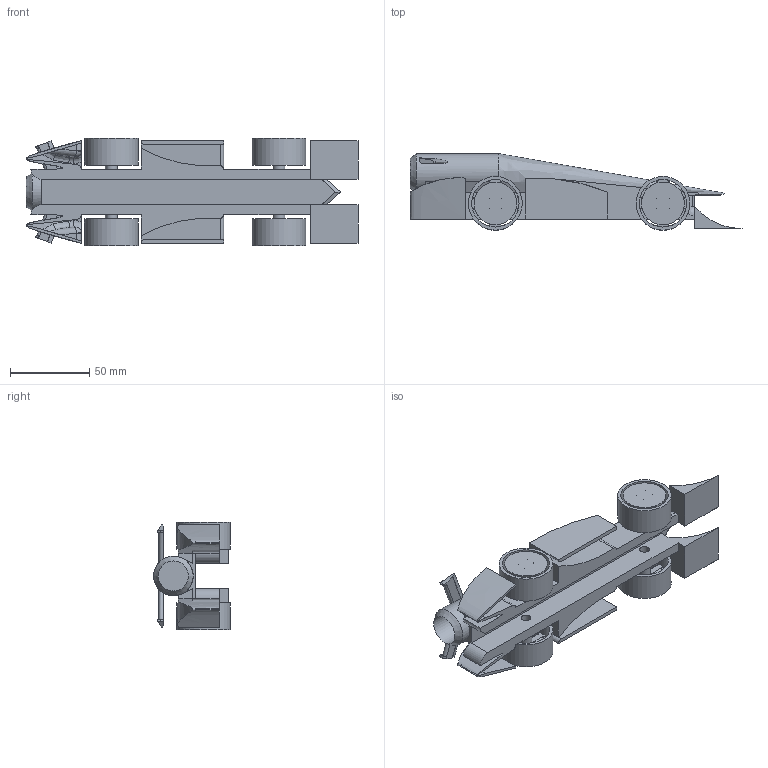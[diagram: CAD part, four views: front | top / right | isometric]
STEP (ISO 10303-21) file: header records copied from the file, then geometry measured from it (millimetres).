
FILE_DESCRIPTION(/* description */ (''),/* implementation_level */ '2;1');
FILE_NAME(/* name */ 'P8 v2 [wheels].step',/* time_stamp */ '2023-12-12T23:10:25+04:00',/* author */ (''),/* organization */ (''),/* preprocessor_version */ 'ST-DEVELOPER v20',/* originating_system */ 'Autodesk Translation Framework v12.14.0.127',/* authorisation */ '');
FILE_SCHEMA (('AUTOMOTIVE_DESIGN { 1 0 10303 214 3 1 1 }'));
Length unit declared in the file: millimetre
Products named in the file (2): P8; Wheel [P1]
Assembly tree (4 placements, depth 2):
  P8
    Wheel [P1]  x4
Bounding box: 210 x 48.5 x 68 mm (x, y, z)
Volume: 158817 mm3; surface area: 75407.1 mm2
Topology: 5 solids, 5 shells, 450 faces, 1245 edges, 777 vertices
Faces by surface type: plane 193, cylinder 160, torus 66, bspline 30, cone 1
Full cylindrical faces by diameter (mm): 2.85 x4, 6 x4, 7.5 x4, 19 x1, 25 x1, 30 x4, 34 x4
Entity records: 8873 total; most frequent: CARTESIAN_POINT 3103, ORIENTED_EDGE 1260, DIRECTION 1126, EDGE_CURVE 630, AXIS2_PLACEMENT_3D 406, VERTEX_POINT 399, LINE 314, VECTOR 314
